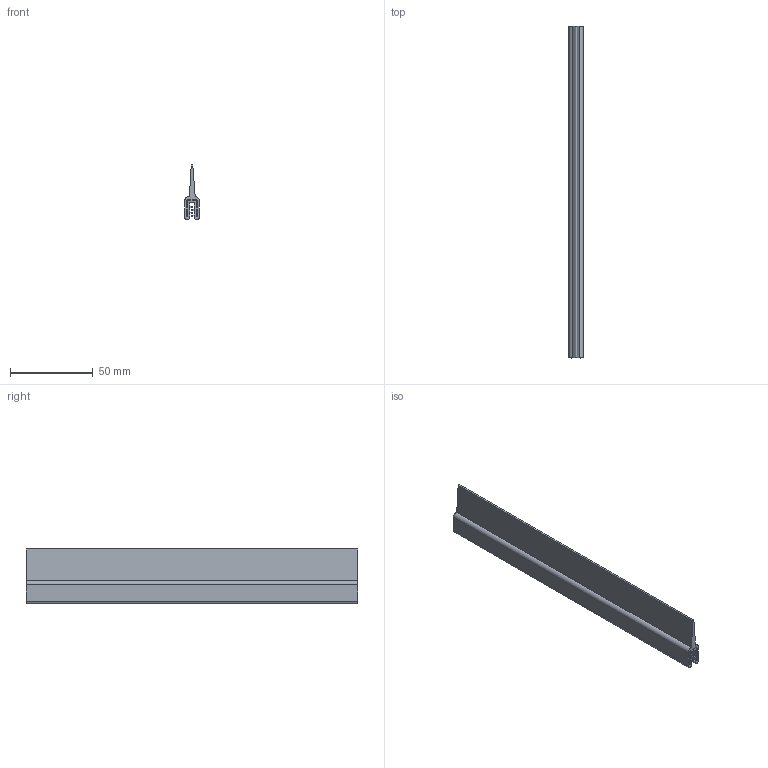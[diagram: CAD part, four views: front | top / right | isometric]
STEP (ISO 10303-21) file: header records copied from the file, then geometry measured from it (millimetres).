
FILE_DESCRIPTION((''),'2;1');
FILE_NAME('','2006-10-27T18:33:59',(''),(''),'','CADfix','');
FILE_SCHEMA(('AUTOMOTIVE_DESIGN'));
Length unit declared in the file: millimetre
Products named in the file (3): gasket; center core; TEM_1011_36_9153_36
Assembly tree (2 placements, depth 2):
  TEM_1011_36_9153_36
    gasket
    center core
Bounding box: 8.7 x 200 x 33.5 mm (x, y, z)
Volume: 26559.8 mm3; surface area: 42484.6 mm2
Topology: 2 solids, 2 shells, 59 faces, 165 edges, 110 vertices
Faces by surface type: bspline 59
Entity records: 1862 total; most frequent: CARTESIAN_POINT 831, ORIENTED_EDGE 330, EDGE_CURVE 165, QUASI_UNIFORM_CURVE 127, VERTEX_POINT 110, EDGE_LOOP 61, FACE_OUTER_BOUND 59, ADVANCED_FACE 59
